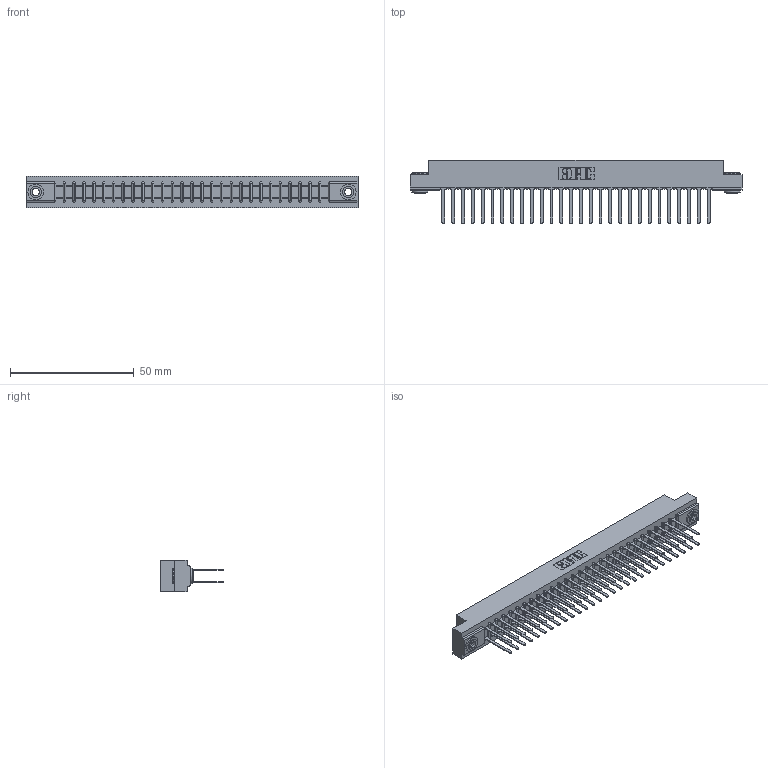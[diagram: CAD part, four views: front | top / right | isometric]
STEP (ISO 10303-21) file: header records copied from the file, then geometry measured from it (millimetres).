
FILE_DESCRIPTION (( 'STEP AP203' ), '1' );
FILE_NAME ('357-056-542-203.STEP', '2019-09-19T04:44:06', ( '' ), ( '' ), 'SwSTEP 2.0', 'SolidWorks 2016', '' );
FILE_SCHEMA (( 'CONFIG_CONTROL_DESIGN' ));
Length unit declared in the file: inch
Products named in the file (4): 307 Part_.156 Dia Mounting Holes; 357-056-542-203; 345-250-002_345-250-002-102; 307-290-001_542
Assembly tree (59 placements, depth 2):
  357-056-542-203
    307 Part_.156 Dia Mounting Holes
    307-290-001_542  x56
    345-250-002_345-250-002-102  x2
Bounding box: 133.96 x 25.43 x 12.7 mm (x, y, z)
Volume: 14361 mm3; surface area: 18760.8 mm2
Topology: 59 solids, 59 shells, 2775 faces, 7715 edges, 4986 vertices
Faces by surface type: plane 1830, cylinder 879, sphere 58, cone 8
Entity records: 27659 total; most frequent: CARTESIAN_POINT 4509, ORIENTED_EDGE 4458, DIRECTION 4437, EDGE_CURVE 2229, VECTOR 1697, LINE 1697, VERTEX_POINT 1442, AXIS2_PLACEMENT_3D 1370
